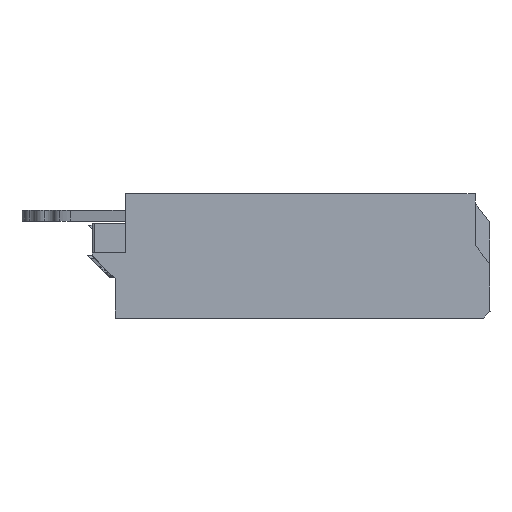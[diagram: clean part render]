
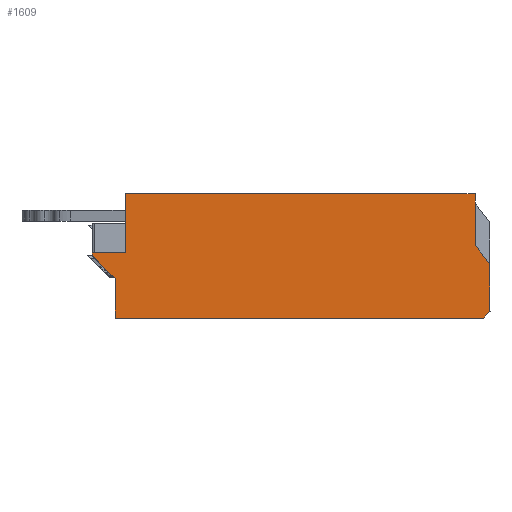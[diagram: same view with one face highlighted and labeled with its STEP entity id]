
A CAD part, left-side view. The second image highlights one B-rep face of the part: STEP entity #1609.
In plain terms, the highlighted planar face has unit normal (-1, 0, 0).
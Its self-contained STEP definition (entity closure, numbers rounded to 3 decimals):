
#1609=ADVANCED_FACE('Solide.4 (  de JELE 80192 : issu de *SOL5 - wsp *MASTER -  ) ( Brep de *SOL5 )',(#3925),#3926,.F.);
#3925=FACE_OUTER_BOUND('',#8918,.T.);
#3926=PLANE('',#8919);
#8918=EDGE_LOOP('',(#17865,#17866,#17867,#17868,#17869,#17870,#17871,#17872,#17873,#17874,#17875,#17876,#17877));
#8919=AXIS2_PLACEMENT_3D('',#17878,#17879,#17880);
#17865=ORIENTED_EDGE('',*,*,#25548,.F.);
#17866=ORIENTED_EDGE('',*,*,#25549,.T.);
#17867=ORIENTED_EDGE('',*,*,#25550,.T.);
#17868=ORIENTED_EDGE('',*,*,#25551,.T.);
#17869=ORIENTED_EDGE('',*,*,#25552,.F.);
#17870=ORIENTED_EDGE('',*,*,#25553,.T.);
#17871=ORIENTED_EDGE('',*,*,#25554,.F.);
#17872=ORIENTED_EDGE('',*,*,#24669,.F.);
#17873=ORIENTED_EDGE('',*,*,#24115,.F.);
#17874=ORIENTED_EDGE('',*,*,#25555,.F.);
#17875=ORIENTED_EDGE('',*,*,#25556,.T.);
#17876=ORIENTED_EDGE('',*,*,#25557,.F.);
#17877=ORIENTED_EDGE('',*,*,#24405,.F.);
#17878=CARTESIAN_POINT('',(-25.0,0.0,0.));
#17879=DIRECTION('',(1.0,0.0,0.0));
#17880=DIRECTION('',(0.0,0.0,1.0));
#24115=EDGE_CURVE('Solide.4 (  de JELE 80192 : issu de *SOL5 - wsp *MASTER -  ) ( Brep de *SOL5 )',#27793,#27780,#27795,.T.);
#24405=EDGE_CURVE('Solide.4 (  de JELE 80192 : issu de *SOL5 - wsp *MASTER -  ) ( Brep de *SOL5 )',#28313,#28306,#28315,.T.);
#24669=EDGE_CURVE('Solide.4 (  de JELE 80192 : issu de *SOL5 - wsp *MASTER -  ) ( Brep de *SOL5 )',#27780,#28770,#28771,.T.);
#25548=EDGE_CURVE('Solide.4 (  de JELE 80192 : issu de *SOL5 - wsp *MASTER -  ) ( Brep de *SOL5 )',#30204,#28313,#30205,.T.);
#25549=EDGE_CURVE('Solide.4 (  de JELE 80192 : issu de *SOL5 - wsp *MASTER -  ) ( Brep de *SOL5 )',#30204,#30206,#30207,.T.);
#25550=EDGE_CURVE('Solide.4 (  de JELE 80192 : issu de *SOL5 - wsp *MASTER -  ) ( Brep de *SOL5 )',#30206,#30208,#30209,.T.);
#25551=EDGE_CURVE('Solide.4 (  de JELE 80192 : issu de *SOL5 - wsp *MASTER -  ) ( Brep de *SOL5 )',#30208,#30210,#30211,.T.);
#25552=EDGE_CURVE('Solide.4 (  de JELE 80192 : issu de *SOL5 - wsp *MASTER -  ) ( Brep de *SOL5 )',#30212,#30210,#30213,.T.);
#25553=EDGE_CURVE('Solide.4 (  de JELE 80192 : issu de *SOL5 - wsp *MASTER -  ) ( Brep de *SOL5 )',#30212,#30214,#30215,.T.);
#25554=EDGE_CURVE('Solide.4 (  de JELE 80192 : issu de *SOL5 - wsp *MASTER -  ) ( Brep de *SOL5 )',#28770,#30214,#30216,.T.);
#25555=EDGE_CURVE('Solide.4 (  de JELE 80192 : issu de *SOL5 - wsp *MASTER -  ) ( Brep de *SOL5 )',#30217,#27793,#30218,.T.);
#25556=EDGE_CURVE('Solide.4 (  de JELE 80192 : issu de *SOL5 - wsp *MASTER -  ) ( Brep de *SOL5 )',#30217,#30219,#30220,.T.);
#25557=EDGE_CURVE('Solide.4 (  de JELE 80192 : issu de *SOL5 - wsp *MASTER -  ) ( Brep de *SOL5 )',#28306,#30219,#30221,.T.);
#27780=VERTEX_POINT('',#33184);
#27793=VERTEX_POINT('',#33203);
#27795=LINE('',#33206,#33207);
#28306=VERTEX_POINT('',#34064);
#28313=VERTEX_POINT('',#34074);
#28315=LINE('',#34077,#34078);
#28770=VERTEX_POINT('',#34902);
#28771=LINE('',#34903,#34904);
#30204=VERTEX_POINT('',#37684);
#30205=LINE('',#37685,#37686);
#30206=VERTEX_POINT('',#37687);
#30207=LINE('',#37688,#37689);
#30208=VERTEX_POINT('',#37690);
#30209=LINE('',#37691,#37692);
#30210=VERTEX_POINT('',#37693);
#30211=LINE('',#37694,#37695);
#30212=VERTEX_POINT('',#37696);
#30213=LINE('',#37697,#37698);
#30214=VERTEX_POINT('',#37699);
#30215=LINE('',#37700,#37701);
#30216=LINE('',#37702,#37703);
#30217=VERTEX_POINT('',#37704);
#30218=LINE('',#37705,#37706);
#30219=VERTEX_POINT('',#37707);
#30220=LINE('',#37708,#37709);
#30221=LINE('',#37710,#37711);
#33184=CARTESIAN_POINT('',(-25.0,19.42,2.82));
#33203=CARTESIAN_POINT('',(-25.0,17.3,0.7));
#33206=CARTESIAN_POINT('',(-25.0,18.36,1.76));
#33207=VECTOR('',#42804,1.0);
#34064=CARTESIAN_POINT('',(-25.0,-17.1,-3.0));
#34074=CARTESIAN_POINT('',(-25.0,-17.7,-2.4));
#34077=CARTESIAN_POINT('',(-25.0,-17.4,-2.7));
#34078=VECTOR('',#43139,1.0);
#34902=CARTESIAN_POINT('',(-25.0,19.42,3.1));
#34903=CARTESIAN_POINT('',(-25.0,19.42,2.96));
#34904=VECTOR('',#43359,1.0);
#37684=CARTESIAN_POINT('',(-25.0,-17.7,-2.0));
#37685=CARTESIAN_POINT('',(-25.0,-17.7,-2.2));
#37686=VECTOR('',#44135,1.0);
#37687=CARTESIAN_POINT('',(-25.0,-17.7,2.0));
#37688=CARTESIAN_POINT('',(-25.0,-17.7,0.));
#37689=VECTOR('',#44136,1.0);
#37690=CARTESIAN_POINT('',(-25.,-16.3,3.858));
#37691=CARTESIAN_POINT('',(-25.0,-17.,2.929));
#37692=VECTOR('',#44137,1.0);
#37693=CARTESIAN_POINT('',(-25.0,-16.3,8.6));
#37694=CARTESIAN_POINT('',(-25.0,-16.3,6.229));
#37695=VECTOR('',#44138,1.0);
#37696=CARTESIAN_POINT('',(-25.0,16.3,8.6));
#37697=CARTESIAN_POINT('',(-25.0,0.,8.6));
#37698=VECTOR('',#44139,1.0);
#37699=CARTESIAN_POINT('',(-25.0,16.3,3.154));
#37700=CARTESIAN_POINT('',(-25.0,16.3,5.877));
#37701=VECTOR('',#44140,1.0);
#37702=CARTESIAN_POINT('',(-25.0,17.86,3.127));
#37703=VECTOR('',#44141,1.0);
#37704=CARTESIAN_POINT('',(-25.0,17.3,-3.0));
#37705=CARTESIAN_POINT('',(-25.0,17.3,-1.15));
#37706=VECTOR('',#44142,1.0);
#37707=CARTESIAN_POINT('',(-25.0,-15.955,-3.0));
#37708=CARTESIAN_POINT('',(-25.0,0.672,-3.0));
#37709=VECTOR('',#44143,1.0);
#37710=CARTESIAN_POINT('',(-25.0,-16.528,-3.0));
#37711=VECTOR('',#44144,1.0);
#42804=DIRECTION('',(0.0,0.707,0.707));
#43139=DIRECTION('',(0.0,0.707,-0.707));
#43359=DIRECTION('',(0.0,0.0,1.0));
#44135=DIRECTION('',(0.0,0.0,-1.0));
#44136=DIRECTION('',(0.0,0.0,1.0));
#44137=DIRECTION('',(0.0,0.602,0.799));
#44138=DIRECTION('',(0.0,0.0,1.0));
#44139=DIRECTION('',(0.0,-1.0,0.0));
#44140=DIRECTION('',(0.0,0.0,-1.0));
#44141=DIRECTION('',(0.0,-1.,0.017));
#44142=DIRECTION('',(0.0,0.0,1.0));
#44143=DIRECTION('',(0.0,-1.0,0.0));
#44144=DIRECTION('',(0.0,1.0,0.0));
